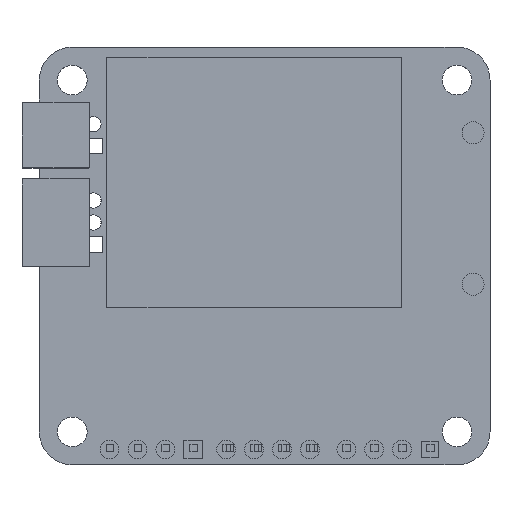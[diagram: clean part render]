
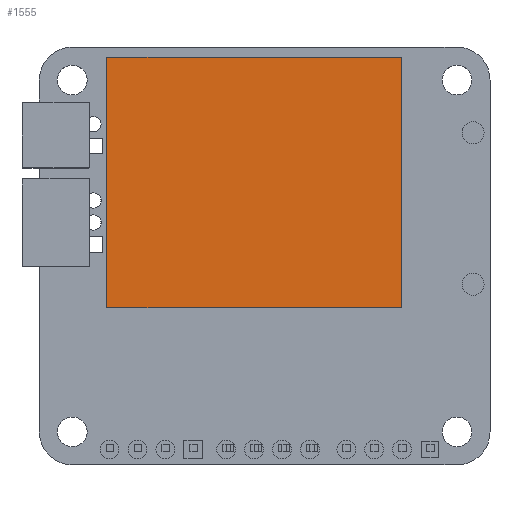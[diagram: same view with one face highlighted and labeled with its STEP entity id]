
A CAD part, top view. The second image highlights one B-rep face of the part: STEP entity #1555.
In plain terms, the highlighted planar face has unit normal (0, 0, 1).
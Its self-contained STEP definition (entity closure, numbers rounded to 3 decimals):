
#38 = DIRECTION ( 'NONE',  ( 1., 0., 0. ) ) ;
#134 = LINE ( 'NONE', #1534, #972 ) ;
#221 = DIRECTION ( 'NONE',  ( -1., 0., 0. ) ) ;
#439 = CARTESIAN_POINT ( 'NONE',  ( 0., 0., 2.6 ) ) ;
#910 = EDGE_LOOP ( 'NONE', ( #3992, #1809, #1205, #3974 ) ) ;
#972 = VECTOR ( 'NONE', #38, 1000. ) ;
#1062 = VECTOR ( 'NONE', #2431, 1000. ) ;
#1205 = ORIENTED_EDGE ( 'NONE', *, *, #1461, .F. ) ;
#1461 = EDGE_CURVE ( 'NONE', #2074, #3327, #134, .T. ) ;
#1534 = CARTESIAN_POINT ( 'NONE',  ( 103.797, 77.72, 2.6 ) ) ;
#1555 = ADVANCED_FACE ( 'NONE', ( #3542 ), #3162, .F. ) ;
#1809 = ORIENTED_EDGE ( 'NONE', *, *, #4319, .F. ) ;
#1812 = LINE ( 'NONE', #3127, #2206 ) ;
#1901 = CARTESIAN_POINT ( 'NONE',  ( 130.597, 54.92, 2.6 ) ) ;
#2021 = LINE ( 'NONE', #3122, #1062 ) ;
#2074 = VERTEX_POINT ( 'NONE', #4126 ) ;
#2206 = VECTOR ( 'NONE', #3816, 1000. ) ;
#2431 = DIRECTION ( 'NONE',  ( 0., 1., 0. ) ) ;
#2564 = CARTESIAN_POINT ( 'NONE',  ( 130.597, 77.72, 2.6 ) ) ;
#2601 = LINE ( 'NONE', #2950, #3464 ) ;
#2665 = CARTESIAN_POINT ( 'NONE',  ( 103.797, 54.92, 2.6 ) ) ;
#2704 = EDGE_CURVE ( 'NONE', #3549, #2074, #2021, .T. ) ;
#2950 = CARTESIAN_POINT ( 'NONE',  ( 130.597, 77.72, 2.6 ) ) ;
#3001 = DIRECTION ( 'NONE',  ( 0., -1., 0. ) ) ;
#3122 = CARTESIAN_POINT ( 'NONE',  ( 103.797, 54.92, 2.6 ) ) ;
#3127 = CARTESIAN_POINT ( 'NONE',  ( 130.597, 54.92, 2.6 ) ) ;
#3162 = PLANE ( 'NONE',  #4438 ) ;
#3327 = VERTEX_POINT ( 'NONE', #2564 ) ;
#3464 = VECTOR ( 'NONE', #3001, 1000. ) ;
#3542 = FACE_OUTER_BOUND ( 'NONE', #910, .T. ) ;
#3549 = VERTEX_POINT ( 'NONE', #2665 ) ;
#3731 = DIRECTION ( 'NONE',  ( 0., 0., -1. ) ) ;
#3816 = DIRECTION ( 'NONE',  ( -1., 0., 0. ) ) ;
#3819 = VERTEX_POINT ( 'NONE', #1901 ) ;
#3958 = EDGE_CURVE ( 'NONE', #3819, #3549, #1812, .T. ) ;
#3974 = ORIENTED_EDGE ( 'NONE', *, *, #2704, .F. ) ;
#3992 = ORIENTED_EDGE ( 'NONE', *, *, #3958, .F. ) ;
#4126 = CARTESIAN_POINT ( 'NONE',  ( 103.797, 77.72, 2.6 ) ) ;
#4319 = EDGE_CURVE ( 'NONE', #3327, #3819, #2601, .T. ) ;
#4438 = AXIS2_PLACEMENT_3D ( 'NONE', #439, #3731, #221 ) ;
